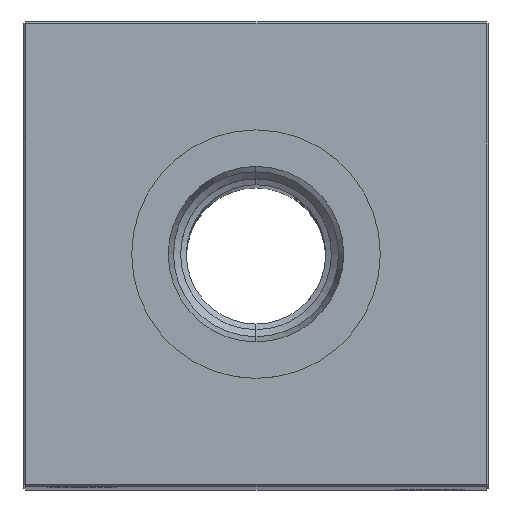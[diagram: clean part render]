
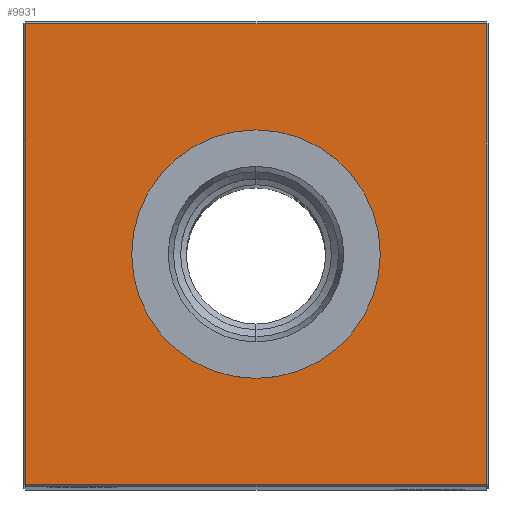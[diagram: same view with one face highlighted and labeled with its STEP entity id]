
A CAD part, top view. The second image highlights one B-rep face of the part: STEP entity #9931.
In plain terms, the highlighted planar face has unit normal (0, 0, 1).
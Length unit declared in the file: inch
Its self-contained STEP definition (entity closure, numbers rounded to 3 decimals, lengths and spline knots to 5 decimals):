
#729 = ORIENTED_EDGE ( 'NONE', *, *, #20600, .T. ) ;
#936 = EDGE_LOOP ( 'NONE', ( #729, #1636 ) ) ;
#970 = ORIENTED_EDGE ( 'NONE', *, *, #22679, .T. ) ;
#972 = DIRECTION ( 'NONE',  ( -1., 0., 0. ) ) ;
#1396 = VERTEX_POINT ( 'NONE', #7870 ) ;
#1418 = ORIENTED_EDGE ( 'NONE', *, *, #4749, .T. ) ;
#1636 = ORIENTED_EDGE ( 'NONE', *, *, #14593, .T. ) ;
#2717 = CARTESIAN_POINT ( 'NONE',  ( -1.24, 0., 11.5 ) ) ;
#2848 = DIRECTION ( 'NONE',  ( -1., 0., 0. ) ) ;
#3069 = FACE_BOUND ( 'NONE', #936, .T. ) ;
#3116 = CARTESIAN_POINT ( 'NONE',  ( 0., -0.66929, 11.5 ) ) ;
#3472 = CARTESIAN_POINT ( 'NONE',  ( -1.24, -1.24, 11.5 ) ) ;
#4749 = EDGE_CURVE ( 'NONE', #17279, #7387, #6533, .T. ) ;
#5365 = DIRECTION ( 'NONE',  ( 0., 0., -1. ) ) ;
#5757 = DIRECTION ( 'NONE',  ( -1., 0., 0. ) ) ;
#6533 = LINE ( 'NONE', #2717, #26080 ) ;
#7387 = VERTEX_POINT ( 'NONE', #3472 ) ;
#7751 = VECTOR ( 'NONE', #5757, 39.37008 ) ;
#7870 = CARTESIAN_POINT ( 'NONE',  ( 1.24, -1.24, 11.5 ) ) ;
#8441 = LINE ( 'NONE', #21221, #23137 ) ;
#8745 = CARTESIAN_POINT ( 'NONE',  ( 1.24, 0., 11.5 ) ) ;
#8962 = DIRECTION ( 'NONE',  ( 0., 0., -1. ) ) ;
#9399 = CARTESIAN_POINT ( 'NONE',  ( 0., 0., 11.5 ) ) ;
#9931 = ADVANCED_FACE ( 'NONE', ( #13383, #3069 ), #11345, .F. ) ;
#10093 = DIRECTION ( 'NONE',  ( -1., 0., 0. ) ) ;
#10174 = CIRCLE ( 'NONE', #20174, 0.66929 ) ;
#11345 = PLANE ( 'NONE',  #19498 ) ;
#11634 = CIRCLE ( 'NONE', #26392, 0.66929 ) ;
#12067 = EDGE_CURVE ( 'NONE', #7387, #1396, #8441, .T. ) ;
#12372 = VECTOR ( 'NONE', #25450, 39.37008 ) ;
#13383 = FACE_OUTER_BOUND ( 'NONE', #18177, .T. ) ;
#14028 = CARTESIAN_POINT ( 'NONE',  ( 0., 1.24, 11.5 ) ) ;
#14565 = VERTEX_POINT ( 'NONE', #25400 ) ;
#14593 = EDGE_CURVE ( 'NONE', #19650, #24089, #11634, .T. ) ;
#15072 = DIRECTION ( 'NONE',  ( 0., -1., 0. ) ) ;
#15493 = EDGE_CURVE ( 'NONE', #14565, #17279, #26539, .T. ) ;
#15763 = DIRECTION ( 'NONE',  ( 0., 0., -1. ) ) ;
#16714 = DIRECTION ( 'NONE',  ( 1., 0., 0. ) ) ;
#17279 = VERTEX_POINT ( 'NONE', #23439 ) ;
#18177 = EDGE_LOOP ( 'NONE', ( #1418, #23902, #970, #25394 ) ) ;
#19151 = CARTESIAN_POINT ( 'NONE',  ( 0., 0., 11.5 ) ) ;
#19498 = AXIS2_PLACEMENT_3D ( 'NONE', #22076, #5365, #10093 ) ;
#19650 = VERTEX_POINT ( 'NONE', #3116 ) ;
#20174 = AXIS2_PLACEMENT_3D ( 'NONE', #9399, #15763, #972 ) ;
#20600 = EDGE_CURVE ( 'NONE', #24089, #19650, #10174, .T. ) ;
#21052 = CARTESIAN_POINT ( 'NONE',  ( 0., 0.66929, 11.5 ) ) ;
#21221 = CARTESIAN_POINT ( 'NONE',  ( 0., -1.24, 11.5 ) ) ;
#22076 = CARTESIAN_POINT ( 'NONE',  ( 0., 0., 11.5 ) ) ;
#22679 = EDGE_CURVE ( 'NONE', #1396, #14565, #23134, .T. ) ;
#23134 = LINE ( 'NONE', #8745, #12372 ) ;
#23137 = VECTOR ( 'NONE', #16714, 39.37008 ) ;
#23439 = CARTESIAN_POINT ( 'NONE',  ( -1.24, 1.24, 11.5 ) ) ;
#23902 = ORIENTED_EDGE ( 'NONE', *, *, #12067, .T. ) ;
#24089 = VERTEX_POINT ( 'NONE', #21052 ) ;
#25394 = ORIENTED_EDGE ( 'NONE', *, *, #15493, .T. ) ;
#25400 = CARTESIAN_POINT ( 'NONE',  ( 1.24, 1.24, 11.5 ) ) ;
#25450 = DIRECTION ( 'NONE',  ( 0., 1., 0. ) ) ;
#26080 = VECTOR ( 'NONE', #15072, 39.37008 ) ;
#26392 = AXIS2_PLACEMENT_3D ( 'NONE', #19151, #8962, #2848 ) ;
#26539 = LINE ( 'NONE', #14028, #7751 ) ;
